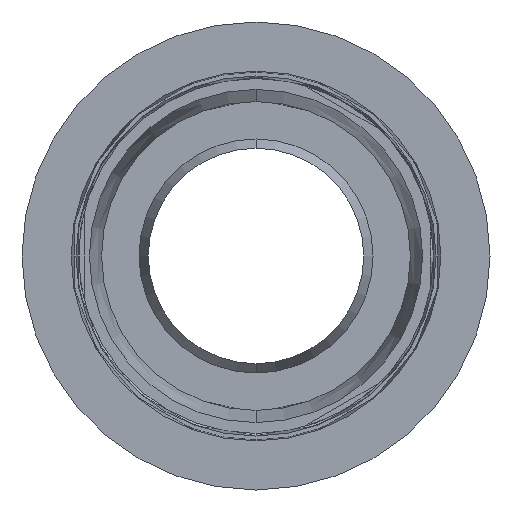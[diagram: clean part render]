
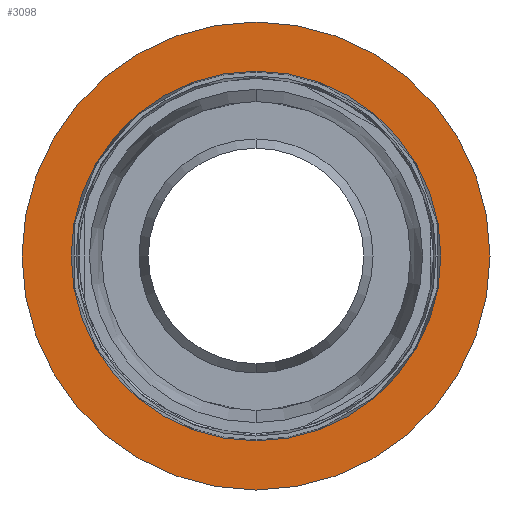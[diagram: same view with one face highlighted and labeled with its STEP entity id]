
A CAD part, left-side view. The second image highlights one B-rep face of the part: STEP entity #3098.
In plain terms, the highlighted planar face has unit normal (-1, 0, 0).
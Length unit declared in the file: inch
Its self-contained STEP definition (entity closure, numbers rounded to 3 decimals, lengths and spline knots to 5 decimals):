
#46 = CARTESIAN_POINT ( 'NONE',  ( 0., 0., 0. ) ) ;
#58 = CIRCLE ( 'NONE', #3576, 1.5 ) ;
#288 = DIRECTION ( 'NONE',  ( 0., 0., 1. ) ) ;
#323 = AXIS2_PLACEMENT_3D ( 'NONE', #4302, #1272, #2378 ) ;
#442 = FACE_BOUND ( 'NONE', #4187, .T. ) ;
#469 = DIRECTION ( 'NONE',  ( 0., 0., 1. ) ) ;
#506 = AXIS2_PLACEMENT_3D ( 'NONE', #46, #2040, #469 ) ;
#513 = DIRECTION ( 'NONE',  ( 1., 0., 0. ) ) ;
#686 = CIRCLE ( 'NONE', #4034, 1.185 ) ;
#1155 = EDGE_CURVE ( 'NONE', #4230, #3812, #58, .T. ) ;
#1165 = VERTEX_POINT ( 'NONE', #3744 ) ;
#1181 = EDGE_CURVE ( 'NONE', #3812, #4230, #3286, .T. ) ;
#1272 = DIRECTION ( 'NONE',  ( -1., 0., 0. ) ) ;
#1285 = CARTESIAN_POINT ( 'NONE',  ( 0., 0., 0. ) ) ;
#1439 = ORIENTED_EDGE ( 'NONE', *, *, #1181, .T. ) ;
#1494 = VERTEX_POINT ( 'NONE', #3256 ) ;
#1516 = CARTESIAN_POINT ( 'NONE',  ( 0., 1.185, 0. ) ) ;
#1524 = EDGE_CURVE ( 'NONE', #1494, #1165, #686, .T. ) ;
#1757 = DIRECTION ( 'NONE',  ( -1., 0., 0. ) ) ;
#1772 = PLANE ( 'NONE',  #4357 ) ;
#1896 = EDGE_CURVE ( 'NONE', #1165, #1494, #3756, .T. ) ;
#2040 = DIRECTION ( 'NONE',  ( -1., 0., 0. ) ) ;
#2147 = FACE_OUTER_BOUND ( 'NONE', #3761, .T. ) ;
#2378 = DIRECTION ( 'NONE',  ( 0., 0., 1. ) ) ;
#2402 = CARTESIAN_POINT ( 'NONE',  ( 0., 0., 0. ) ) ;
#2526 = ORIENTED_EDGE ( 'NONE', *, *, #1896, .F. ) ;
#2538 = DIRECTION ( 'NONE',  ( -1., 0., 0. ) ) ;
#3093 = DIRECTION ( 'NONE',  ( 0., 0., 1. ) ) ;
#3098 = ADVANCED_FACE ( 'NONE', ( #442, #2147 ), #1772, .F. ) ;
#3159 = DIRECTION ( 'NONE',  ( 0., 0., -1. ) ) ;
#3256 = CARTESIAN_POINT ( 'NONE',  ( 0., 0., -1.185 ) ) ;
#3286 = CIRCLE ( 'NONE', #506, 1.5 ) ;
#3425 = ORIENTED_EDGE ( 'NONE', *, *, #1524, .F. ) ;
#3576 = AXIS2_PLACEMENT_3D ( 'NONE', #2402, #1757, #3093 ) ;
#3744 = CARTESIAN_POINT ( 'NONE',  ( 0., 0., 1.185 ) ) ;
#3756 = CIRCLE ( 'NONE', #323, 1.185 ) ;
#3761 = EDGE_LOOP ( 'NONE', ( #1439, #4135 ) ) ;
#3812 = VERTEX_POINT ( 'NONE', #4250 ) ;
#3921 = CARTESIAN_POINT ( 'NONE',  ( 0., 0., -1.5 ) ) ;
#4034 = AXIS2_PLACEMENT_3D ( 'NONE', #1285, #2538, #288 ) ;
#4135 = ORIENTED_EDGE ( 'NONE', *, *, #1155, .T. ) ;
#4187 = EDGE_LOOP ( 'NONE', ( #2526, #3425 ) ) ;
#4230 = VERTEX_POINT ( 'NONE', #3921 ) ;
#4250 = CARTESIAN_POINT ( 'NONE',  ( 0., 0., 1.5 ) ) ;
#4302 = CARTESIAN_POINT ( 'NONE',  ( 0., 0., 0. ) ) ;
#4357 = AXIS2_PLACEMENT_3D ( 'NONE', #1516, #513, #3159 ) ;
